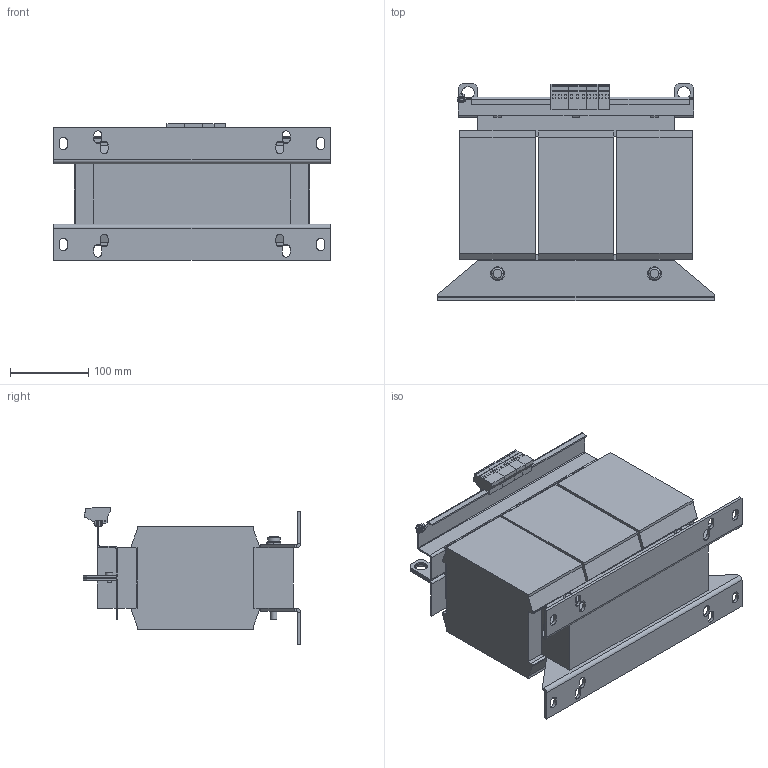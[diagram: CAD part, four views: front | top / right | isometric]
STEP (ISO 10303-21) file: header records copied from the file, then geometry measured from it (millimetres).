
FILE_DESCRIPTION (( 'STEP AP214' ), '1' );
FILE_NAME ('202250.STEP', '2020-05-28T17:21:33', ( '' ), ( '' ), 'SwSTEP 2.0', 'SolidWorks 2018', '' );
FILE_SCHEMA (( 'AUTOMOTIVE_DESIGN' ));
Length unit declared in the file: millimetre
Products named in the file (1): 202250
Bounding box: 352 x 277.5 x 174 mm (x, y, z)
Volume: 8011019.5 mm3; surface area: 550243.2 mm2
Topology: 1 solids, 1 shells, 635 faces, 1583 edges, 990 vertices
Faces by surface type: plane 474, cylinder 133, torus 14, sphere 8, cone 6
Entity records: 18738 total; most frequent: CARTESIAN_POINT 3333, ORIENTED_EDGE 3162, DIRECTION 3160, EDGE_CURVE 1581, LINE 1218, VECTOR 1218, VERTEX_POINT 990, AXIS2_PLACEMENT_3D 971
